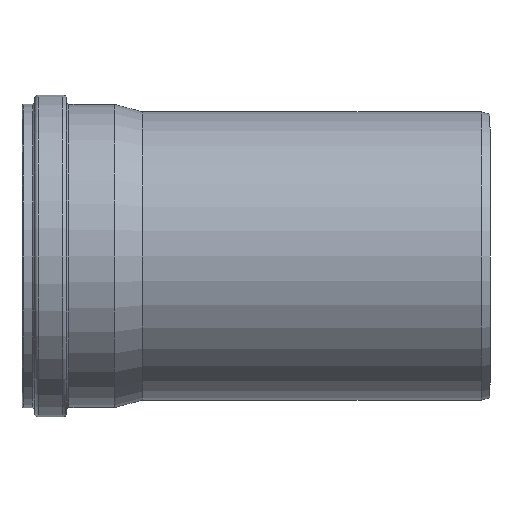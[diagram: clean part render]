
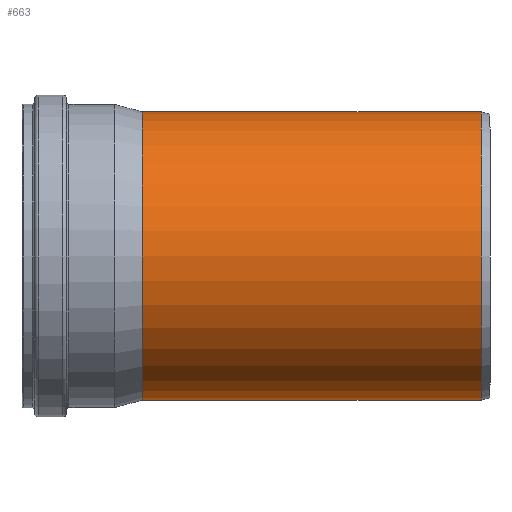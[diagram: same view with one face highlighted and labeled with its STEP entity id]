
A CAD part, left-side view. The second image highlights one B-rep face of the part: STEP entity #663.
In plain terms, the highlighted cylindrical face has radius 200.175 mm (diameter 400.35 mm), a full revolution.
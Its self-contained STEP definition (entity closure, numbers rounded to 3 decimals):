
#80=CYLINDRICAL_SURFACE('',#728,200.175);
#99=B_SPLINE_CURVE_WITH_KNOTS('',3,(#1361,#1362,#1363,#1364,#1365,#1366,
#1367,#1368,#1369,#1370,#1371,#1372,#1373,#1374,#1375,#1376,#1377,#1378,
#1379,#1380,#1381,#1382,#1383,#1384,#1385,#1386,#1387,#1388,#1389,#1390,
#1391,#1392),.UNSPECIFIED.,.T.,.F.,(4,1,1,1,1,1,1,1,1,1,1,1,1,1,1,1,1,1,
1,1,1,1,1,1,1,1,1,1,1,4),(-65.229,-62.899,-60.57,
-58.24,-55.91,-52.804,-51.251,
-48.922,-46.592,-43.486,-41.933,
-40.38,-37.274,-34.168,-31.061,
-27.955,-24.849,-23.296,-21.743,
-20.19,-18.637,-17.084,-15.531,
-13.978,-12.425,-9.318,-6.989,
-4.659,-2.33,0.),.UNSPECIFIED.);
#103=CIRCLE('',#729,200.175);
#104=CIRCLE('',#730,200.175);
#162=FACE_BOUND('',#286,.T.);
#163=FACE_BOUND('',#287,.T.);
#223=FACE_OUTER_BOUND('',#285,.T.);
#285=EDGE_LOOP('',(#536));
#286=EDGE_LOOP('',(#537));
#287=EDGE_LOOP('',(#538));
#406=VERTEX_POINT('',#1326);
#408=VERTEX_POINT('',#1395);
#409=VERTEX_POINT('',#1397);
#469=EDGE_CURVE('',#406,#406,#99,.T.);
#470=EDGE_CURVE('',#408,#408,#103,.T.);
#471=EDGE_CURVE('',#409,#409,#104,.T.);
#536=ORIENTED_EDGE('',*,*,#470,.F.);
#537=ORIENTED_EDGE('',*,*,#471,.T.);
#538=ORIENTED_EDGE('',*,*,#469,.F.);
#663=ADVANCED_FACE('',(#223,#162,#163),#80,.T.);
#728=AXIS2_PLACEMENT_3D('',#1394,#857,#858);
#729=AXIS2_PLACEMENT_3D('',#1396,#859,#860);
#730=AXIS2_PLACEMENT_3D('',#1398,#861,#862);
#857=DIRECTION('center_axis',(0.,-1.,0.));
#858=DIRECTION('ref_axis',(1.,0.,0.));
#859=DIRECTION('center_axis',(0.,-1.,0.));
#860=DIRECTION('ref_axis',(1.,0.,0.));
#861=DIRECTION('center_axis',(0.,-1.,0.));
#862=DIRECTION('ref_axis',(1.,0.,0.));
#1326=CARTESIAN_POINT('',(178.465,2.034,90.666));
#1361=CARTESIAN_POINT('Ctrl Pts',(178.465,2.034,90.666));
#1362=CARTESIAN_POINT('Ctrl Pts',(178.582,-6.535,90.435));
#1363=CARTESIAN_POINT('Ctrl Pts',(179.431,-23.642,88.776));
#1364=CARTESIAN_POINT('Ctrl Pts',(182.816,-48.268,81.761));
#1365=CARTESIAN_POINT('Ctrl Pts',(188.022,-70.222,69.303));
#1366=CARTESIAN_POINT('Ctrl Pts',(194.539,-89.466,49.301));
#1367=CARTESIAN_POINT('Ctrl Pts',(199.004,-99.626,26.149));
#1368=CARTESIAN_POINT('Ctrl Pts',(200.54,-102.971,1.184));
#1369=CARTESIAN_POINT('Ctrl Pts',(199.565,-100.88,-21.235));
#1370=CARTESIAN_POINT('Ctrl Pts',(195.107,-90.746,-47.277));
#1371=CARTESIAN_POINT('Ctrl Pts',(189.158,-74.144,-66.145));
#1372=CARTESIAN_POINT('Ctrl Pts',(184.441,-55.232,-77.937));
#1373=CARTESIAN_POINT('Ctrl Pts',(180.605,-34.384,-86.476));
#1374=CARTESIAN_POINT('Ctrl Pts',(178.078,-6.098,-91.405));
#1375=CARTESIAN_POINT('Ctrl Pts',(178.57,28.322,-90.483));
#1376=CARTESIAN_POINT('Ctrl Pts',(181.608,62.007,-84.359));
#1377=CARTESIAN_POINT('Ctrl Pts',(186.323,94.207,-73.607));
#1378=CARTESIAN_POINT('Ctrl Pts',(191.003,119.138,-60.528));
#1379=CARTESIAN_POINT('Ctrl Pts',(194.721,136.888,-46.883));
#1380=CARTESIAN_POINT('Ctrl Pts',(197.288,148.47,-34.734));
#1381=CARTESIAN_POINT('Ctrl Pts',(199.334,157.321,-20.408));
#1382=CARTESIAN_POINT('Ctrl Pts',(200.377,161.714,-4.022));
#1383=CARTESIAN_POINT('Ctrl Pts',(199.985,160.071,12.906));
#1384=CARTESIAN_POINT('Ctrl Pts',(198.34,153.059,28.277));
#1385=CARTESIAN_POINT('Ctrl Pts',(195.972,142.603,41.427));
#1386=CARTESIAN_POINT('Ctrl Pts',(192.35,125.799,56.209));
#1387=CARTESIAN_POINT('Ctrl Pts',(188.065,103.916,68.977));
#1388=CARTESIAN_POINT('Ctrl Pts',(183.833,77.741,79.381));
#1389=CARTESIAN_POINT('Ctrl Pts',(180.744,53.111,86.097));
#1390=CARTESIAN_POINT('Ctrl Pts',(178.727,27.773,90.162));
#1391=CARTESIAN_POINT('Ctrl Pts',(178.347,10.603,90.897));
#1392=CARTESIAN_POINT('Ctrl Pts',(178.465,2.034,90.666));
#1394=CARTESIAN_POINT('Origin',(0.,-49.557,
0.));
#1395=CARTESIAN_POINT('',(200.175,-284.961,0.));
#1396=CARTESIAN_POINT('Origin',(0.,-284.961,0.));
#1397=CARTESIAN_POINT('',(200.175,185.848,0.));
#1398=CARTESIAN_POINT('Origin',(0.,185.848,
0.));
